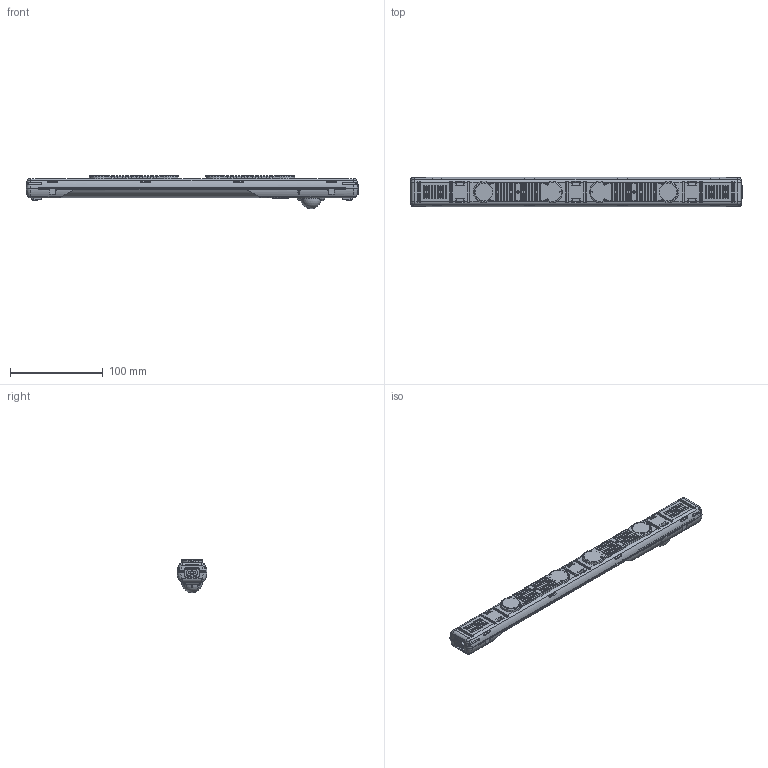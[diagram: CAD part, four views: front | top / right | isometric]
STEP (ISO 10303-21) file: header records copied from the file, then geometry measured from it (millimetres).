
FILE_DESCRIPTION((''),'2;1');
FILE_NAME('LL7000_PIR_ASM_1_ASM','2024-11-29T09:04:51',('alexcam'),(''),'CREO PARAMETRIC BY PTC INC, 2023294','CREO PARAMETRIC BY PTC INC, 2023294','');
FILE_SCHEMA(('AUTOMOTIVE_DESIGN { 1 0 10303 214 1 1 1 1 }'));
Length unit declared in the file: millimetre
Products named in the file (13): LL7000_HOUSING_1; LL7000_BASE_1; LL7000_NEODYMIUM_MAGNET_1; LL7000_PCB_1; PIR-SENSOR_1; WIELAND_91_023_0053_0_CAD_STEP_; WIELAND_91_024_0053_0_CAD_STEP_; CHOKE_1; LL7000_PCB_PIR_ASM_1_ASM; LL7000_DOME_1; PIR-FILTER-AIR_1; FRICTION-PAD; LL7000_PIR_ASM_1_ASM
Assembly tree (16 placements, depth 3):
  LL7000_PIR_ASM_1_ASM
    LL7000_HOUSING_1
    LL7000_BASE_1
    LL7000_NEODYMIUM_MAGNET_1  x4
    LL7000_PCB_PIR_ASM_1_ASM
      LL7000_PCB_1
      PIR-SENSOR_1
      WIELAND_91_023_0053_0_CAD_STEP_
      WIELAND_91_024_0053_0_CAD_STEP_
      CHOKE_1
    LL7000_DOME_1
    PIR-FILTER-AIR_1
    FRICTION-PAD  x2
Bounding box: 357.4 x 32 x 35.95 mm (x, y, z)
Volume: 84648.2 mm3; surface area: 107956.8 mm2
Topology: 15 solids, 15 shells, 3851 faces, 11674 edges, 7724 vertices
Faces by surface type: plane 1962, cylinder 907, cone 424, bspline 387, torus 103, sphere 60, extrusion 8
Entity records: 184995 total; most frequent: CARTESIAN_POINT 51633, ORIENTED_EDGE 22636, DIRECTION 17460, EDGE_CURVE 11318, PRESENTATION_STYLE_ASSIGNMENT 11175, STYLED_ITEM 11159, CURVE_STYLE 10932, VERTEX_POINT 7356
